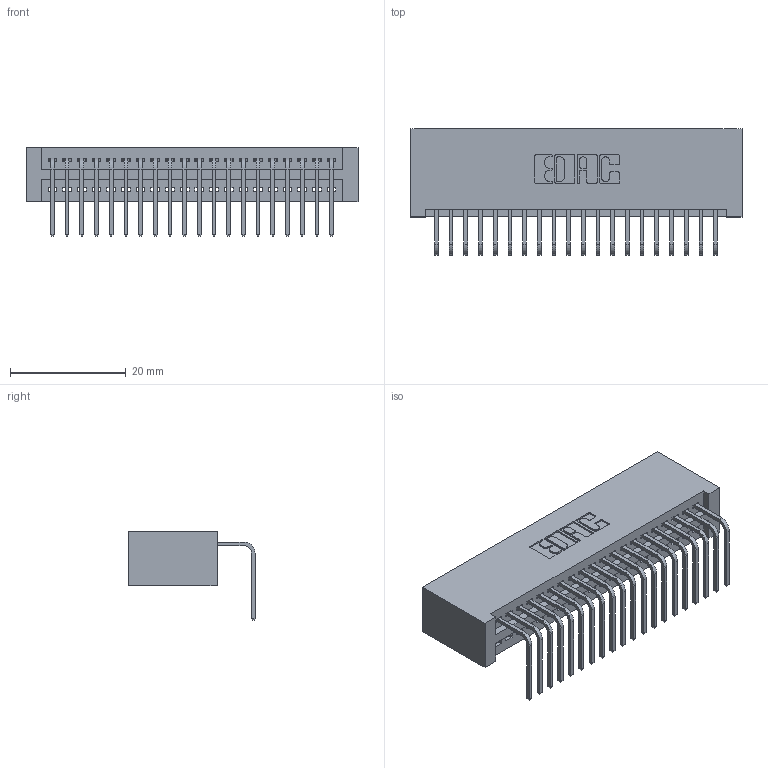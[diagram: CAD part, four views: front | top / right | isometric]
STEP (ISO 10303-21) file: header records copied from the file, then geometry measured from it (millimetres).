
FILE_DESCRIPTION (( 'STEP AP203' ), '1' );
FILE_NAME ('345-020-558-101.STEP', '2018-08-20T06:40:02', ( '' ), ( '' ), 'SwSTEP 2.0', 'SolidWorks 2016', '' );
FILE_SCHEMA (( 'CONFIG_CONTROL_DESIGN' ));
Length unit declared in the file: inch
Products named in the file (3): 345 Part_No Mounting Lugs; 345-292-001_558 Tail - 2; 345-020-558-101
Assembly tree (21 placements, depth 2):
  345-020-558-101
    345 Part_No Mounting Lugs
    345-292-001_558 Tail - 2  x20
Bounding box: 57.4 x 21.83 x 15.37 mm (x, y, z)
Volume: 5923.1 mm3; surface area: 8153.9 mm2
Topology: 21 solids, 21 shells, 1318 faces, 3957 edges, 2610 vertices
Faces by surface type: plane 916, cylinder 402
Entity records: 17821 total; most frequent: CARTESIAN_POINT 3096, ORIENTED_EDGE 3050, DIRECTION 2729, EDGE_CURVE 1525, VECTOR 1321, LINE 1321, VERTEX_POINT 1014, AXIS2_PLACEMENT_3D 704
